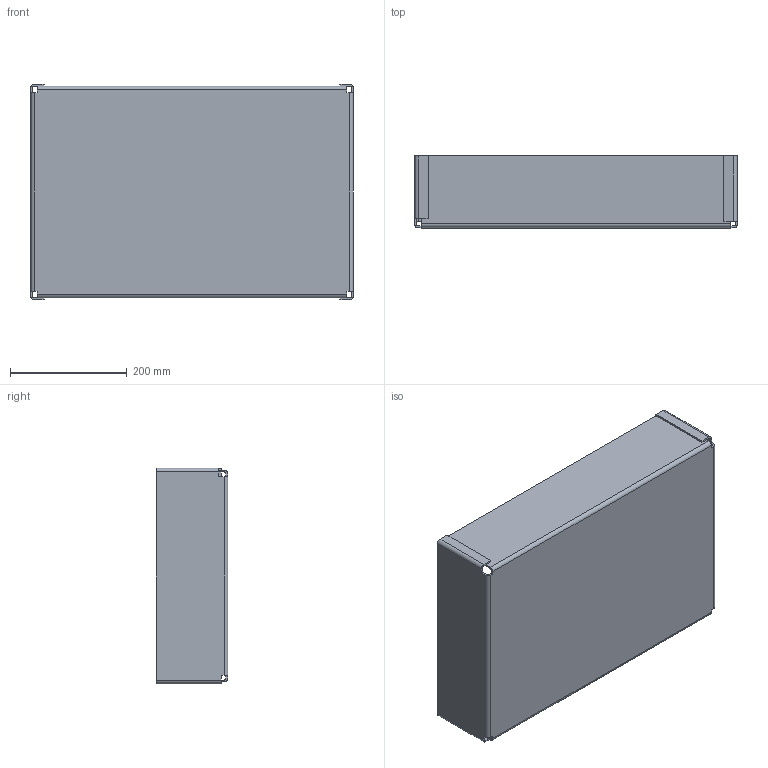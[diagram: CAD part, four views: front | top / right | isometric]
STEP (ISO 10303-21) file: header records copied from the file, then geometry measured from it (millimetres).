
FILE_DESCRIPTION (( 'STEP AP203' ), '1' );
FILE_NAME ('MockContainerSCS.STEP', '2024-12-08T00:55:35', ( '' ), ( '' ), 'SwSTEP 2.0', 'SolidWorks 2024', '' );
FILE_SCHEMA (( 'CONFIG_CONTROL_DESIGN' ));
Length unit declared in the file: millimetre
Products named in the file (1): MockContainerSCS
Bounding box: 552.7 x 122.7 x 369.25 mm (x, y, z)
Volume: 1329418.3 mm3; surface area: 847053.2 mm2
Topology: 1 solids, 1 shells, 78 faces, 180 edges, 104 vertices
Faces by surface type: plane 62, cylinder 16
Entity records: 2209 total; most frequent: DIRECTION 370, CARTESIAN_POINT 363, ORIENTED_EDGE 360, EDGE_CURVE 180, VECTOR 148, LINE 148, AXIS2_PLACEMENT_3D 111, VERTEX_POINT 104
